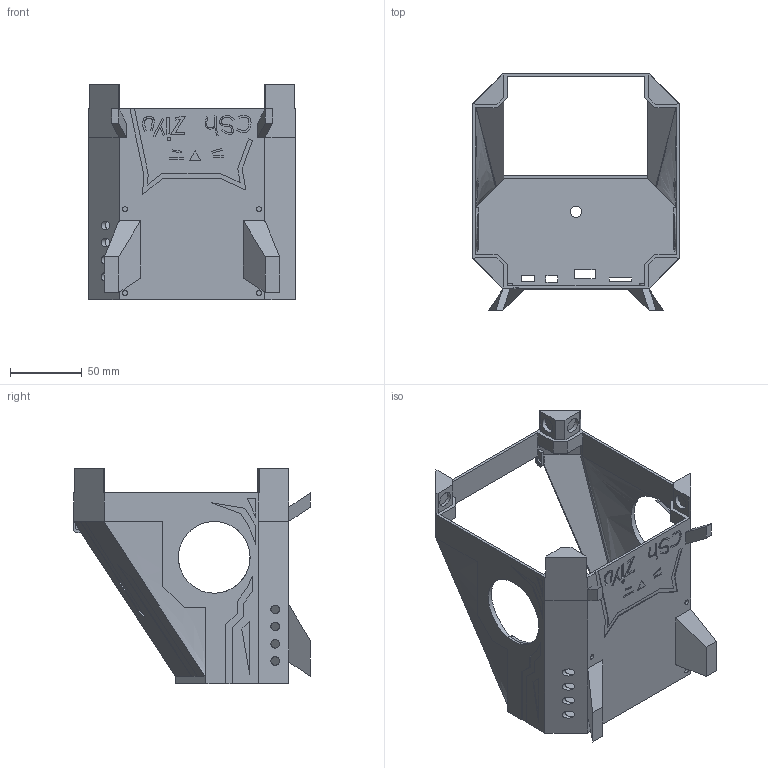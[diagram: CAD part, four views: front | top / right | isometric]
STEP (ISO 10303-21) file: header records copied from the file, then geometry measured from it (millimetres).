
FILE_DESCRIPTION(/* description */ (''),/* implementation_level */ '2;1');
FILE_NAME(/* name */ 'waikehoubuv6.step',/* time_stamp */ '2025-10-25T00:53:57-04:00',/* author */ (''),/* organization */ (''),/* preprocessor_version */ 'ST-DEVELOPER v20.1',/* originating_system */ 'Autodesk Translation Framework v14.17.0.0',/* authorisation */ '');
FILE_SCHEMA (('AUTOMOTIVE_DESIGN { 1 0 10303 214 3 1 1 }'));
Length unit declared in the file: millimetre
Products named in the file (1): 2025-10-19-22-33-37-329
Bounding box: 144 x 165 x 150 mm (x, y, z)
Volume: 168842.9 mm3; surface area: 132321.3 mm2
Topology: 3 solids, 3 shells, 418 faces, 1072 edges, 688 vertices
Faces by surface type: plane 359, cylinder 34, bspline 21, torus 2, cone 2
Full cylindrical faces by diameter (mm): 2.658 x1, 3.5 x6, 4 x2, 5 x2, 6 x4, 8 x1, 10.5 x8, 50 x2
Entity records: 13427 total; most frequent: CARTESIAN_POINT 3376, ORIENTED_EDGE 2132, DIRECTION 1890, EDGE_CURVE 1066, LINE 938, VECTOR 938, VERTEX_POINT 684, AXIS2_PLACEMENT_3D 476
